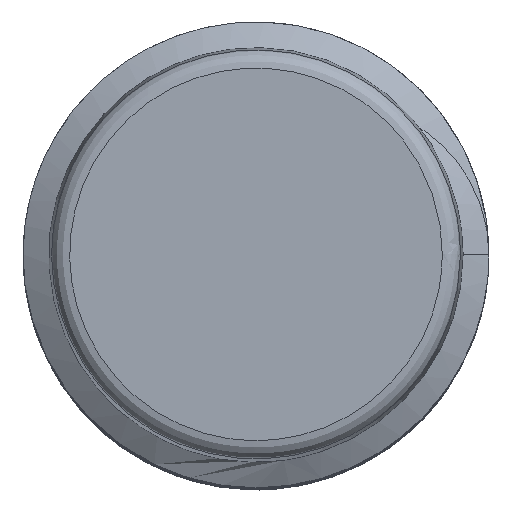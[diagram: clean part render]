
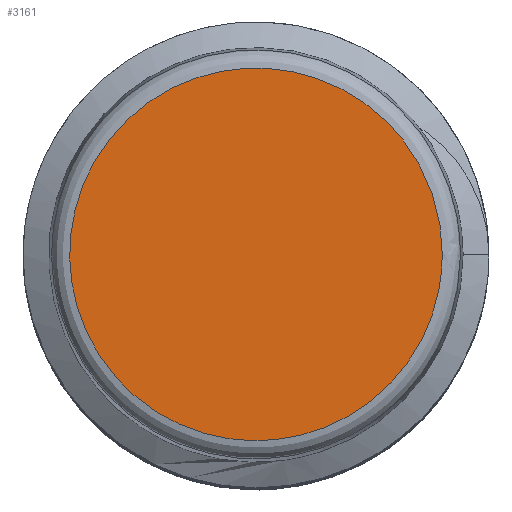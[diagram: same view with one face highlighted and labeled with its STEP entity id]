
A CAD part, top view. The second image highlights one B-rep face of the part: STEP entity #3161.
In plain terms, the highlighted free-form (B-spline) face has degree [1, 1] with [2, 2] control points.
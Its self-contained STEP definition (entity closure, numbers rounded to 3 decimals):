
#3117=CARTESIAN_POINT('',(3.079,0.,45.));
#3118=VERTEX_POINT('',#3117);
#3125=CARTESIAN_POINT('',(3.079,0.,45.));
#3126=CARTESIAN_POINT('',(3.079,3.079,45.));
#3127=CARTESIAN_POINT('',(0.,3.079,45.));
#3128=CARTESIAN_POINT('',(-3.079,3.079,45.));
#3129=CARTESIAN_POINT('',(-3.079,0.,45.));
#3130=CARTESIAN_POINT('',(-3.079,-3.079,45.));
#3131=CARTESIAN_POINT('',(0.,-3.079,45.));
#3132=CARTESIAN_POINT('',(3.079,-3.079,45.));
#3133=CARTESIAN_POINT('',(3.079,0.,45.));
#3134=(BOUNDED_CURVE()B_SPLINE_CURVE(2,(#3125,#3126,#3127,#3128,#3129,#3130,#3131,#3132,#3133),.CIRCULAR_ARC.,.T.,.U.)B_SPLINE_CURVE_WITH_KNOTS((3,2,2,2,3),(0.,0.25,0.5,0.75,1.),.UNSPECIFIED.)CURVE()GEOMETRIC_REPRESENTATION_ITEM()RATIONAL_B_SPLINE_CURVE((1.,0.707,1.,0.707,1.,0.707,1.,0.707,1.))REPRESENTATION_ITEM(''));
#3135=EDGE_CURVE('',#3118,#3118,#3134,.T.);
#3153=CARTESIAN_POINT('',(-7.443,-6.526,45.));
#3154=CARTESIAN_POINT('',(-7.443,6.526,45.));
#3155=CARTESIAN_POINT('',(5.608,-6.526,45.));
#3156=CARTESIAN_POINT('',(5.608,6.526,45.));
#3157=B_SPLINE_SURFACE_WITH_KNOTS('',1,1,((#3153,#3154),(#3155,#3156)),.PLANE_SURF.,.F.,.F.,.U.,(2,2),(2,2),(0.,1.),(0.,1.),.UNSPECIFIED.);
#3158=ORIENTED_EDGE('',*,*,#3135,.T.);
#3159=EDGE_LOOP('',(#3158));
#3160=FACE_OUTER_BOUND('',#3159,.T.);
#3161=ADVANCED_FACE('',(#3160),#3157,.T.);
